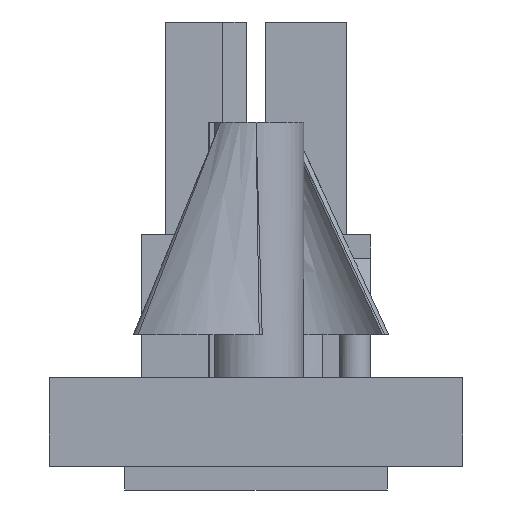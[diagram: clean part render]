
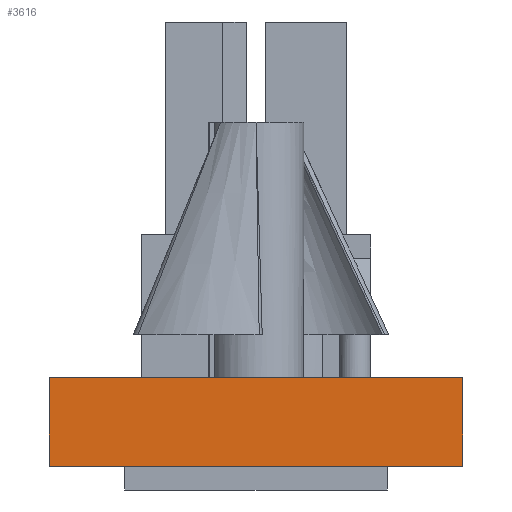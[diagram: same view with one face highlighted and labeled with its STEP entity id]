
A CAD part, left-side view. The second image highlights one B-rep face of the part: STEP entity #3616.
In plain terms, the highlighted planar face has unit normal (-1, 0, 0).
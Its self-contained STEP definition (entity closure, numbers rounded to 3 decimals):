
#28 = DIRECTION ( 'NONE',  ( 0., -1., 0. ) ) ;
#888 = CARTESIAN_POINT ( 'NONE',  ( -24.3, 17.3, 4.7 ) ) ;
#972 = ORIENTED_EDGE ( 'NONE', *, *, #5086, .F. ) ;
#1214 = FACE_OUTER_BOUND ( 'NONE', #7069, .T. ) ;
#1449 = CARTESIAN_POINT ( 'NONE',  ( -24.3, 17.3, 1. ) ) ;
#1580 = CARTESIAN_POINT ( 'NONE',  ( -24.3, 0., 1. ) ) ;
#2001 = DIRECTION ( 'NONE',  ( 0., 0., 1. ) ) ;
#2161 = EDGE_CURVE ( 'NONE', #6721, #2353, #7761, .T. ) ;
#2353 = VERTEX_POINT ( 'NONE', #1580 ) ;
#2363 = VECTOR ( 'NONE', #28, 1000. ) ;
#2477 = ORIENTED_EDGE ( 'NONE', *, *, #4398, .F. ) ;
#2962 = DIRECTION ( 'NONE',  ( -1., 0., 0. ) ) ;
#3042 = DIRECTION ( 'NONE',  ( 0., 0., 1. ) ) ;
#3511 = PLANE ( 'NONE',  #6073 ) ;
#3616 = ADVANCED_FACE ( 'NONE', ( #1214 ), #3511, .T. ) ;
#3681 = LINE ( 'NONE', #3873, #5825 ) ;
#3791 = VECTOR ( 'NONE', #7836, 1000. ) ;
#3873 = CARTESIAN_POINT ( 'NONE',  ( -24.3, 0., 1. ) ) ;
#4275 = ORIENTED_EDGE ( 'NONE', *, *, #6691, .T. ) ;
#4375 = DIRECTION ( 'NONE',  ( 0., 0., 1. ) ) ;
#4398 = EDGE_CURVE ( 'NONE', #4532, #6131, #4841, .T. ) ;
#4532 = VERTEX_POINT ( 'NONE', #888 ) ;
#4628 = VECTOR ( 'NONE', #4375, 1000. ) ;
#4841 = LINE ( 'NONE', #6032, #2363 ) ;
#5086 = EDGE_CURVE ( 'NONE', #6721, #4532, #7468, .T. ) ;
#5426 = CARTESIAN_POINT ( 'NONE',  ( -24.3, 17.3, 0. ) ) ;
#5825 = VECTOR ( 'NONE', #2001, 1000. ) ;
#6032 = CARTESIAN_POINT ( 'NONE',  ( -24.3, 17.3, 4.7 ) ) ;
#6073 = AXIS2_PLACEMENT_3D ( 'NONE', #5426, #2962, #3042 ) ;
#6131 = VERTEX_POINT ( 'NONE', #6470 ) ;
#6470 = CARTESIAN_POINT ( 'NONE',  ( -24.3, 0., 4.7 ) ) ;
#6691 = EDGE_CURVE ( 'NONE', #2353, #6131, #3681, .T. ) ;
#6721 = VERTEX_POINT ( 'NONE', #1449 ) ;
#6874 = CARTESIAN_POINT ( 'NONE',  ( -24.3, 17.3, 1. ) ) ;
#7069 = EDGE_LOOP ( 'NONE', ( #4275, #2477, #972, #7859 ) ) ;
#7116 = CARTESIAN_POINT ( 'NONE',  ( -24.3, 17.3, 1. ) ) ;
#7468 = LINE ( 'NONE', #6874, #4628 ) ;
#7761 = LINE ( 'NONE', #7116, #3791 ) ;
#7836 = DIRECTION ( 'NONE',  ( 0., -1., 0. ) ) ;
#7859 = ORIENTED_EDGE ( 'NONE', *, *, #2161, .T. ) ;
